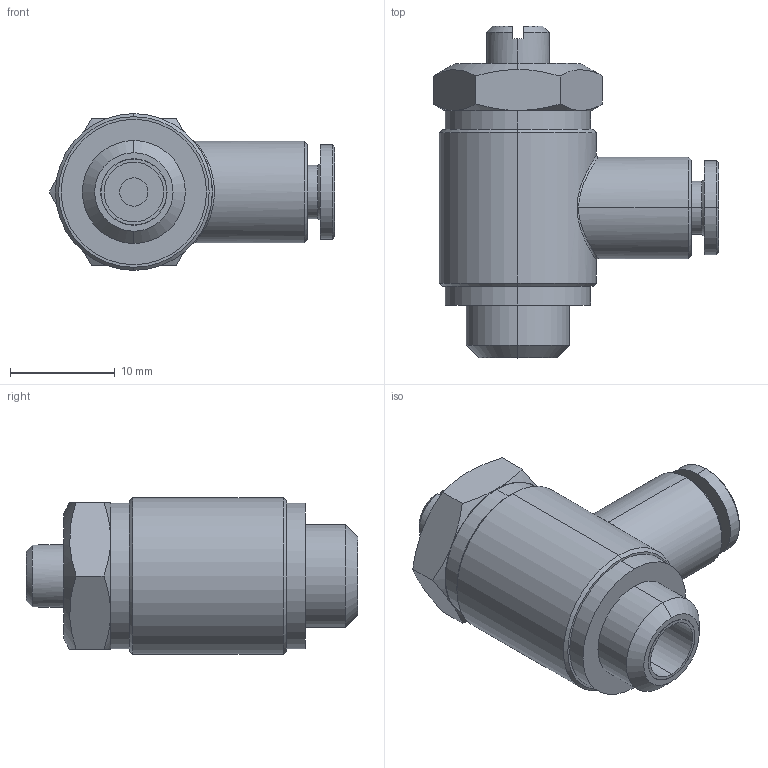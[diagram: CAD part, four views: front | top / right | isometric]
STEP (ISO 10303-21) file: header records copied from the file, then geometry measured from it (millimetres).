
FILE_DESCRIPTION (( 'STEP AP203' ), '1' );
FILE_NAME ('04290V11.STEP', '2010-05-10T13:02:18', ( '' ), ( 'sopra-pneumatic' ), 'SwSTEP 2.0', 'SolidWorks 2009', '' );
FILE_SCHEMA (( 'CONFIG_CONTROL_DESIGN' ));
Length unit declared in the file: millimetre
Products named in the file (1): 04290V11
Bounding box: 27.28 x 31.74 x 15 mm (x, y, z)
Volume: 4862.9 mm3; surface area: 2352.6 mm2
Topology: 1 solids, 1 shells, 74 faces, 160 edges, 100 vertices
Faces by surface type: cone 26, plane 24, cylinder 22, bspline 2
Entity records: 3147 total; most frequent: CARTESIAN_POINT 1451, DIRECTION 352, ORIENTED_EDGE 320, EDGE_CURVE 160, AXIS2_PLACEMENT_3D 149, VERTEX_POINT 100, EDGE_LOOP 86, CIRCLE 76
